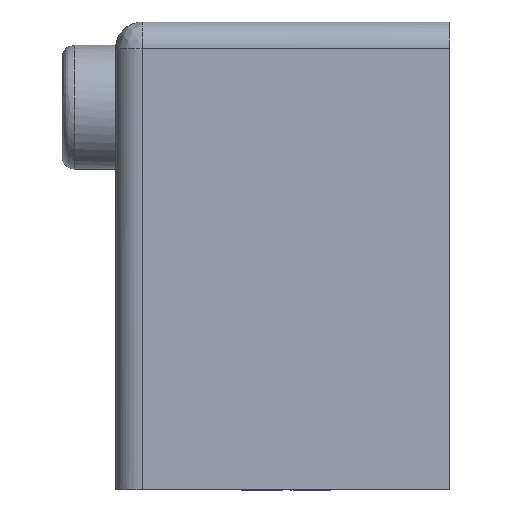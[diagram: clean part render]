
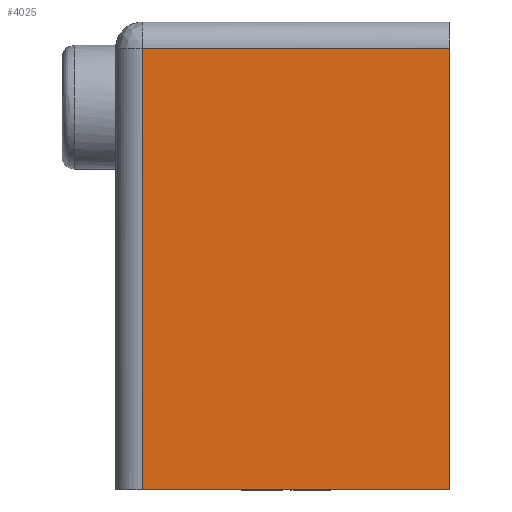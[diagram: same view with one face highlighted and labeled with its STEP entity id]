
A CAD part, left-side view. The second image highlights one B-rep face of the part: STEP entity #4025.
In plain terms, the highlighted free-form (B-spline) face has degree [1, 1] with [2, 2] control points.
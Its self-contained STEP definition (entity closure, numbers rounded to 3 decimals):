
#3944 = EDGE_CURVE('',#3945,#3947,#3949,.T.);
#3945 = VERTEX_POINT('',#3946);
#3946 = CARTESIAN_POINT('',(-25.091,-62.727,
    -71.822));
#3947 = VERTEX_POINT('',#3948);
#3948 = CARTESIAN_POINT('',(-25.091,-5.018,
    -71.822));
#3949 = B_SPLINE_CURVE_WITH_KNOTS('',1,(#3950,#3951),.UNSPECIFIED.,.F.,
  .F.,(2,2),(-50.,-4.),.PIECEWISE_BEZIER_KNOTS.);
#3950 = CARTESIAN_POINT('',(-25.091,-62.727,
    -71.822));
#3951 = CARTESIAN_POINT('',(-25.091,-5.018,
    -71.822));
#4008 = VERTEX_POINT('',#4009);
#4009 = CARTESIAN_POINT('',(-25.091,-62.727,
    10.977));
#4015 = EDGE_CURVE('',#4008,#3945,#4016,.T.);
#4016 = B_SPLINE_CURVE_WITH_KNOTS('',1,(#4017,#4018),.UNSPECIFIED.,.F.,
  .F.,(2,2),(4.,70.),.PIECEWISE_BEZIER_KNOTS.);
#4017 = CARTESIAN_POINT('',(-25.091,-62.727,
    10.977));
#4018 = CARTESIAN_POINT('',(-25.091,-62.727,
    -71.822));
#4025 = ADVANCED_FACE('',(#4026),#4042,.F.);
#4026 = FACE_BOUND('',#4027,.T.);
#4027 = EDGE_LOOP('',(#4028,#4029,#4036,#4041));
#4028 = ORIENTED_EDGE('',*,*,#4015,.F.);
#4029 = ORIENTED_EDGE('',*,*,#4030,.T.);
#4030 = EDGE_CURVE('',#4008,#4031,#4033,.T.);
#4031 = VERTEX_POINT('',#4032);
#4032 = CARTESIAN_POINT('',(-25.091,-5.018,
    10.977));
#4033 = B_SPLINE_CURVE_WITH_KNOTS('',1,(#4034,#4035),.UNSPECIFIED.,.F.,
  .F.,(2,2),(-50.,-4.),.PIECEWISE_BEZIER_KNOTS.);
#4034 = CARTESIAN_POINT('',(-25.091,-62.727,
    10.977));
#4035 = CARTESIAN_POINT('',(-25.091,-5.018,
    10.977));
#4036 = ORIENTED_EDGE('',*,*,#4037,.T.);
#4037 = EDGE_CURVE('',#4031,#3947,#4038,.T.);
#4038 = B_SPLINE_CURVE_WITH_KNOTS('',1,(#4039,#4040),.UNSPECIFIED.,.F.,
  .F.,(2,2),(-66.,0.),.PIECEWISE_BEZIER_KNOTS.);
#4039 = CARTESIAN_POINT('',(-25.091,-5.018,
    10.977));
#4040 = CARTESIAN_POINT('',(-25.091,-5.018,
    -71.822));
#4041 = ORIENTED_EDGE('',*,*,#3944,.F.);
#4042 = B_SPLINE_SURFACE_WITH_KNOTS('',1,1,(
    (#4043,#4044)
    ,(#4045,#4046
  )),.UNSPECIFIED.,.F.,.F.,.F.,(2,2),(2,2),(-8.75,57.25),(-50.,-4.),
  .PIECEWISE_BEZIER_KNOTS.);
#4043 = CARTESIAN_POINT('',(-25.091,-62.727,
    10.977));
#4044 = CARTESIAN_POINT('',(-25.091,-5.018,
    10.977));
#4045 = CARTESIAN_POINT('',(-25.091,-62.727,
    -71.822));
#4046 = CARTESIAN_POINT('',(-25.091,-5.018,
    -71.822));
